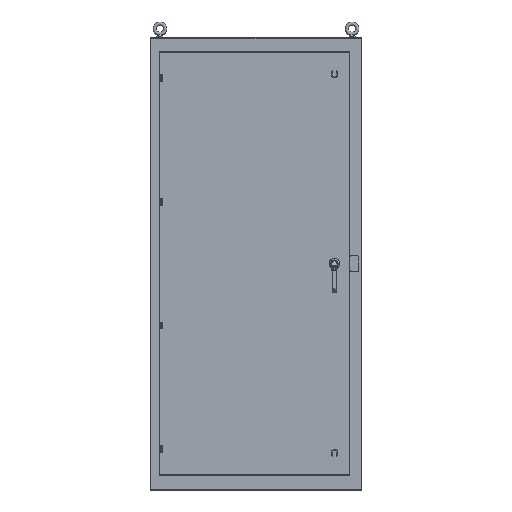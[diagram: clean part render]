
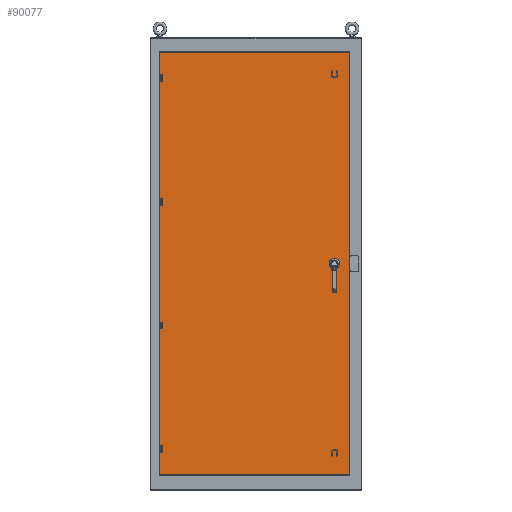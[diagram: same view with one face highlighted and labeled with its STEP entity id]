
A CAD part, top view. The second image highlights one B-rep face of the part: STEP entity #90077.
In plain terms, the highlighted planar face has unit normal (0, 0, 1).
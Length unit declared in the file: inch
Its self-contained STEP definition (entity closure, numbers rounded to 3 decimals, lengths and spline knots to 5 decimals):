
#1415 = AXIS2_PLACEMENT_3D ( 'NONE', #9192, #52041, #108237 ) ;
#8225 = LINE ( 'NONE', #71006, #36732 ) ;
#8977 = EDGE_LOOP ( 'NONE', ( #43621 ) ) ;
#9192 = CARTESIAN_POINT ( 'NONE',  ( 14.90384, 0., 13.058 ) ) ;
#14361 = ORIENTED_EDGE ( 'NONE', *, *, #169268, .T. ) ;
#22084 = EDGE_LOOP ( 'NONE', ( #45346, #44473, #14361, #187377 ) ) ;
#22348 = DIRECTION ( 'NONE',  ( -1., 0., 0. ) ) ;
#23447 = PLANE ( 'NONE',  #79418 ) ;
#23729 = CARTESIAN_POINT ( 'NONE',  ( -18.2749, 0., 13.058 ) ) ;
#35688 = LINE ( 'NONE', #107993, #149495 ) ;
#36396 = EDGE_CURVE ( 'NONE', #130109, #116337, #35688, .T. ) ;
#36732 = VECTOR ( 'NONE', #187082, 39.37008 ) ;
#37854 = CIRCLE ( 'NONE', #1415, 0.43307 ) ;
#39577 = VECTOR ( 'NONE', #88196, 39.37008 ) ;
#43621 = ORIENTED_EDGE ( 'NONE', *, *, #147164, .T. ) ;
#44473 = ORIENTED_EDGE ( 'NONE', *, *, #100398, .T. ) ;
#45346 = ORIENTED_EDGE ( 'NONE', *, *, #48438, .T. ) ;
#48438 = EDGE_CURVE ( 'NONE', #116337, #55011, #152149, .T. ) ;
#50652 = CARTESIAN_POINT ( 'NONE',  ( 17.7125, 40.15, 13.058 ) ) ;
#52041 = DIRECTION ( 'NONE',  ( 0., 0., -1. ) ) ;
#55011 = VERTEX_POINT ( 'NONE', #124373 ) ;
#71006 = CARTESIAN_POINT ( 'NONE',  ( 17.7125, 0., 13.058 ) ) ;
#74237 = VERTEX_POINT ( 'NONE', #84214 ) ;
#79418 = AXIS2_PLACEMENT_3D ( 'NONE', #94828, #152829, #123400 ) ;
#84214 = CARTESIAN_POINT ( 'NONE',  ( 17.7125, -40.15, 13.058 ) ) ;
#85965 = CARTESIAN_POINT ( 'NONE',  ( -18.2749, 40.15, 13.058 ) ) ;
#88196 = DIRECTION ( 'NONE',  ( 1., 0., 0. ) ) ;
#90077 = ADVANCED_FACE ( 'NONE', ( #92013, #92963 ), #23447, .F. ) ;
#92013 = FACE_BOUND ( 'NONE', #8977, .T. ) ;
#92963 = FACE_OUTER_BOUND ( 'NONE', #22084, .T. ) ;
#94828 = CARTESIAN_POINT ( 'NONE',  ( -0.2812, 0., 13.058 ) ) ;
#98791 = VERTEX_POINT ( 'NONE', #168237 ) ;
#100398 = EDGE_CURVE ( 'NONE', #55011, #74237, #101555, .T. ) ;
#101555 = LINE ( 'NONE', #147165, #39577 ) ;
#107993 = CARTESIAN_POINT ( 'NONE',  ( -0.2812, 40.15, 13.058 ) ) ;
#108237 = DIRECTION ( 'NONE',  ( -1., 0., 0. ) ) ;
#116337 = VERTEX_POINT ( 'NONE', #85965 ) ;
#123400 = DIRECTION ( 'NONE',  ( -1., 0., 0. ) ) ;
#124373 = CARTESIAN_POINT ( 'NONE',  ( -18.2749, -40.15, 13.058 ) ) ;
#124602 = DIRECTION ( 'NONE',  ( 0., -1., 0. ) ) ;
#130109 = VERTEX_POINT ( 'NONE', #50652 ) ;
#147164 = EDGE_CURVE ( 'NONE', #98791, #98791, #37854, .T. ) ;
#147165 = CARTESIAN_POINT ( 'NONE',  ( -0.2812, -40.15, 13.058 ) ) ;
#149495 = VECTOR ( 'NONE', #22348, 39.37008 ) ;
#152149 = LINE ( 'NONE', #23729, #176499 ) ;
#152829 = DIRECTION ( 'NONE',  ( 0., 0., -1. ) ) ;
#168237 = CARTESIAN_POINT ( 'NONE',  ( 14.47077, 0., 13.058 ) ) ;
#169268 = EDGE_CURVE ( 'NONE', #74237, #130109, #8225, .T. ) ;
#176499 = VECTOR ( 'NONE', #124602, 39.37008 ) ;
#187082 = DIRECTION ( 'NONE',  ( 0., 1., 0. ) ) ;
#187377 = ORIENTED_EDGE ( 'NONE', *, *, #36396, .T. ) ;
